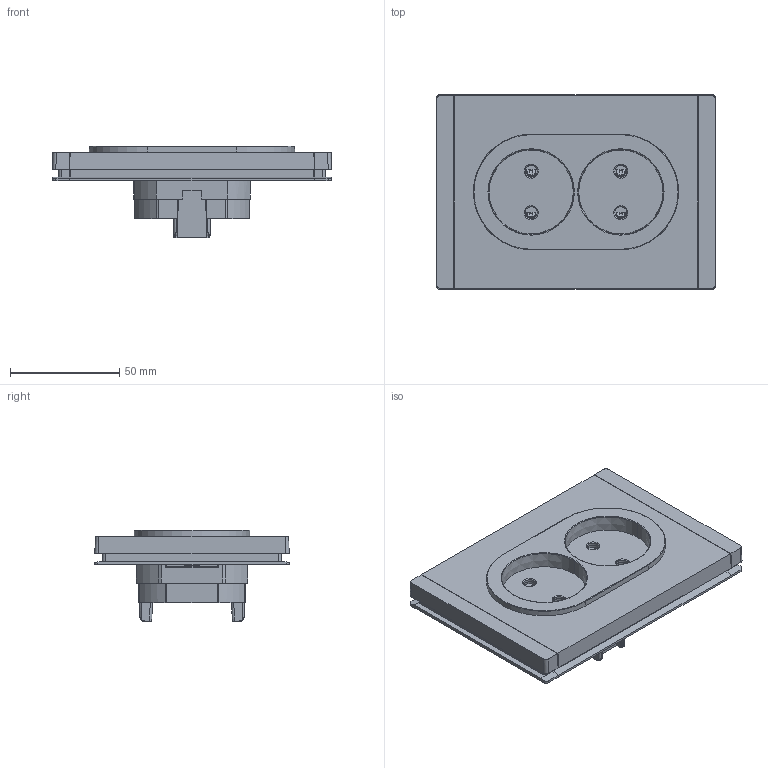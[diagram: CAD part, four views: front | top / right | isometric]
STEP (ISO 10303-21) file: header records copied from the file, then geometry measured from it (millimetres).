
FILE_DESCRIPTION (( 'STEP AP214' ), '1' );
FILE_NAME ('ðîçåòêà äâîéíàÿ 10 À new.STEP', '2025-03-12T07:10:54', ( '' ), ( '' ), 'SwSTEP 2.0', 'SolidWorks 2022', '' );
FILE_SCHEMA (( 'AUTOMOTIVE_DESIGN' ));
Products named in the file (1): розетка двойная 10 А new
Bounding box: 127.46 x 89 x 41.85 mm (x, y, z)
Volume: 171040.5 mm3; surface area: 55151.2 mm2
Topology: 1 solids, 133 shells, 2417 faces, 6145 edges, 4004 vertices
Faces by surface type: plane 1772, cylinder 432, bspline 123, cone 53, torus 21, sphere 16
Entity records: 75760 total; most frequent: CARTESIAN_POINT 20409, ORIENTED_EDGE 12272, DIRECTION 10140, EDGE_CURVE 6136, LINE 4524, VECTOR 4524, VERTEX_POINT 4004, AXIS2_PLACEMENT_3D 2808
